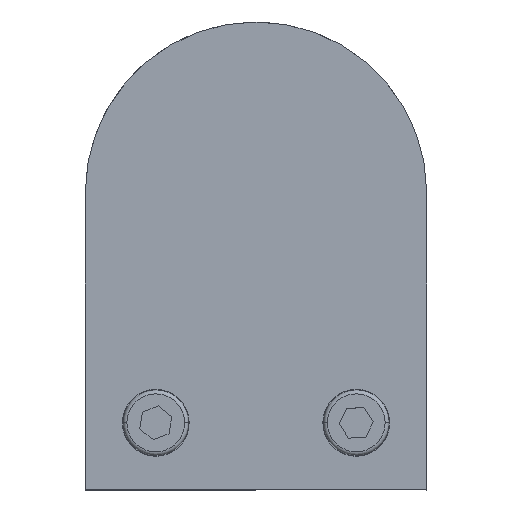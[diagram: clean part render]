
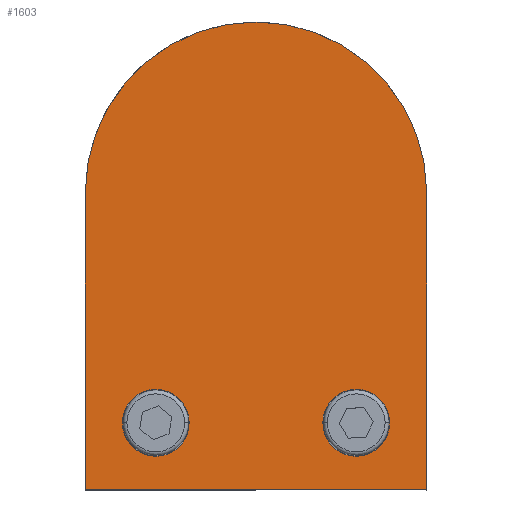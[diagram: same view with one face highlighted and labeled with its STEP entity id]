
A CAD part, top view. The second image highlights one B-rep face of the part: STEP entity #1603.
In plain terms, the highlighted planar face has unit normal (0, 0, 1).
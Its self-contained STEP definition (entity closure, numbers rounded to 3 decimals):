
#15 = CARTESIAN_POINT ( 'NONE',  ( 23., 57., 14.25 ) ) ;
#141 = VERTEX_POINT ( 'NONE', #169 ) ;
#169 = CARTESIAN_POINT ( 'NONE',  ( -23., 57., 14.25 ) ) ;
#214 = CARTESIAN_POINT ( 'NONE',  ( 23., 17., 14.25 ) ) ;
#218 = VERTEX_POINT ( 'NONE', #214 ) ;
#280 = VERTEX_POINT ( 'NONE', #15 ) ;
#296 = DIRECTION ( 'NONE',  ( 0., 0., 1. ) ) ;
#352 = AXIS2_PLACEMENT_3D ( 'NONE', #1910, #1359, #1720 ) ;
#355 = DIRECTION ( 'NONE',  ( 0., 0., 1. ) ) ;
#376 = CARTESIAN_POINT ( 'NONE',  ( 18., 26., 14.25 ) ) ;
#385 = CARTESIAN_POINT ( 'NONE',  ( 9., 26., 14.25 ) ) ;
#425 = ORIENTED_EDGE ( 'NONE', *, *, #1826, .F. ) ;
#444 = CARTESIAN_POINT ( 'NONE',  ( -23., 0., 14.25 ) ) ;
#461 = DIRECTION ( 'NONE',  ( 0., 1., 0. ) ) ;
#464 = CIRCLE ( 'NONE', #1925, 4.5 ) ;
#503 = DIRECTION ( 'NONE',  ( 1., 0., 0. ) ) ;
#569 = FACE_OUTER_BOUND ( 'NONE', #1671, .T. ) ;
#590 = AXIS2_PLACEMENT_3D ( 'NONE', #2124, #355, #2082 ) ;
#592 = CIRCLE ( 'NONE', #629, 4.5 ) ;
#594 = EDGE_CURVE ( 'NONE', #280, #141, #2285, .T. ) ;
#629 = AXIS2_PLACEMENT_3D ( 'NONE', #1856, #668, #1466 ) ;
#658 = DIRECTION ( 'NONE',  ( 0., -1., 0. ) ) ;
#666 = DIRECTION ( 'NONE',  ( -1., 0., 0. ) ) ;
#668 = DIRECTION ( 'NONE',  ( 0., 0., 1. ) ) ;
#673 = EDGE_CURVE ( 'NONE', #1681, #935, #592, .T. ) ;
#758 = VECTOR ( 'NONE', #658, 1000. ) ;
#913 = ORIENTED_EDGE ( 'NONE', *, *, #1546, .T. ) ;
#935 = VERTEX_POINT ( 'NONE', #2397 ) ;
#951 = EDGE_CURVE ( 'NONE', #935, #1681, #464, .T. ) ;
#974 = VERTEX_POINT ( 'NONE', #385 ) ;
#1001 = EDGE_LOOP ( 'NONE', ( #425, #1169 ) ) ;
#1045 = CIRCLE ( 'NONE', #590, 4.5 ) ;
#1137 = CARTESIAN_POINT ( 'NONE',  ( -18., 26., 14.25 ) ) ;
#1169 = ORIENTED_EDGE ( 'NONE', *, *, #2218, .F. ) ;
#1245 = VERTEX_POINT ( 'NONE', #1374 ) ;
#1257 = LINE ( 'NONE', #1828, #1298 ) ;
#1298 = VECTOR ( 'NONE', #666, 1000. ) ;
#1329 = CARTESIAN_POINT ( 'NONE',  ( 13.5, 26., 14.25 ) ) ;
#1359 = DIRECTION ( 'NONE',  ( 0., 0., 1. ) ) ;
#1374 = CARTESIAN_POINT ( 'NONE',  ( -23., 17., 14.25 ) ) ;
#1403 = CARTESIAN_POINT ( 'NONE',  ( -13.5, 26., 14.25 ) ) ;
#1457 = LINE ( 'NONE', #1872, #2555 ) ;
#1466 = DIRECTION ( 'NONE',  ( 1., 0., 0. ) ) ;
#1491 = AXIS2_PLACEMENT_3D ( 'NONE', #1329, #296, #2106 ) ;
#1498 = CARTESIAN_POINT ( 'NONE',  ( 0., 57., 14.25 ) ) ;
#1539 = PLANE ( 'NONE',  #352 ) ;
#1546 = EDGE_CURVE ( 'NONE', #218, #280, #1457, .T. ) ;
#1603 = ADVANCED_FACE ( 'NONE', ( #2342, #2528, #569 ), #1539, .T. ) ;
#1671 = EDGE_LOOP ( 'NONE', ( #1800, #913, #2204, #2505 ) ) ;
#1681 = VERTEX_POINT ( 'NONE', #1137 ) ;
#1720 = DIRECTION ( 'NONE',  ( 1., 0., 0. ) ) ;
#1778 = EDGE_CURVE ( 'NONE', #141, #1245, #2426, .T. ) ;
#1800 = ORIENTED_EDGE ( 'NONE', *, *, #2132, .F. ) ;
#1812 = ORIENTED_EDGE ( 'NONE', *, *, #951, .F. ) ;
#1826 = EDGE_CURVE ( 'NONE', #2012, #974, #1045, .T. ) ;
#1828 = CARTESIAN_POINT ( 'NONE',  ( 0., 17., 14.25 ) ) ;
#1856 = CARTESIAN_POINT ( 'NONE',  ( -13.5, 26., 14.25 ) ) ;
#1872 = CARTESIAN_POINT ( 'NONE',  ( 23., 0., 14.25 ) ) ;
#1910 = CARTESIAN_POINT ( 'NONE',  ( 0., 57., 14.25 ) ) ;
#1925 = AXIS2_PLACEMENT_3D ( 'NONE', #1403, #2149, #2201 ) ;
#2012 = VERTEX_POINT ( 'NONE', #376 ) ;
#2082 = DIRECTION ( 'NONE',  ( 1., 0., 0. ) ) ;
#2106 = DIRECTION ( 'NONE',  ( 1., 0., 0. ) ) ;
#2124 = CARTESIAN_POINT ( 'NONE',  ( 13.5, 26., 14.25 ) ) ;
#2132 = EDGE_CURVE ( 'NONE', #218, #1245, #1257, .T. ) ;
#2149 = DIRECTION ( 'NONE',  ( 0., 0., 1. ) ) ;
#2152 = CIRCLE ( 'NONE', #1491, 4.5 ) ;
#2185 = EDGE_LOOP ( 'NONE', ( #1812, #2570 ) ) ;
#2201 = DIRECTION ( 'NONE',  ( 1., 0., 0. ) ) ;
#2204 = ORIENTED_EDGE ( 'NONE', *, *, #594, .T. ) ;
#2218 = EDGE_CURVE ( 'NONE', #974, #2012, #2152, .T. ) ;
#2285 = CIRCLE ( 'NONE', #2418, 23. ) ;
#2342 = FACE_BOUND ( 'NONE', #2185, .T. ) ;
#2397 = CARTESIAN_POINT ( 'NONE',  ( -9., 26., 14.25 ) ) ;
#2418 = AXIS2_PLACEMENT_3D ( 'NONE', #1498, #2496, #503 ) ;
#2426 = LINE ( 'NONE', #444, #758 ) ;
#2496 = DIRECTION ( 'NONE',  ( 0., 0., 1. ) ) ;
#2505 = ORIENTED_EDGE ( 'NONE', *, *, #1778, .T. ) ;
#2528 = FACE_BOUND ( 'NONE', #1001, .T. ) ;
#2555 = VECTOR ( 'NONE', #461, 1000. ) ;
#2570 = ORIENTED_EDGE ( 'NONE', *, *, #673, .F. ) ;
